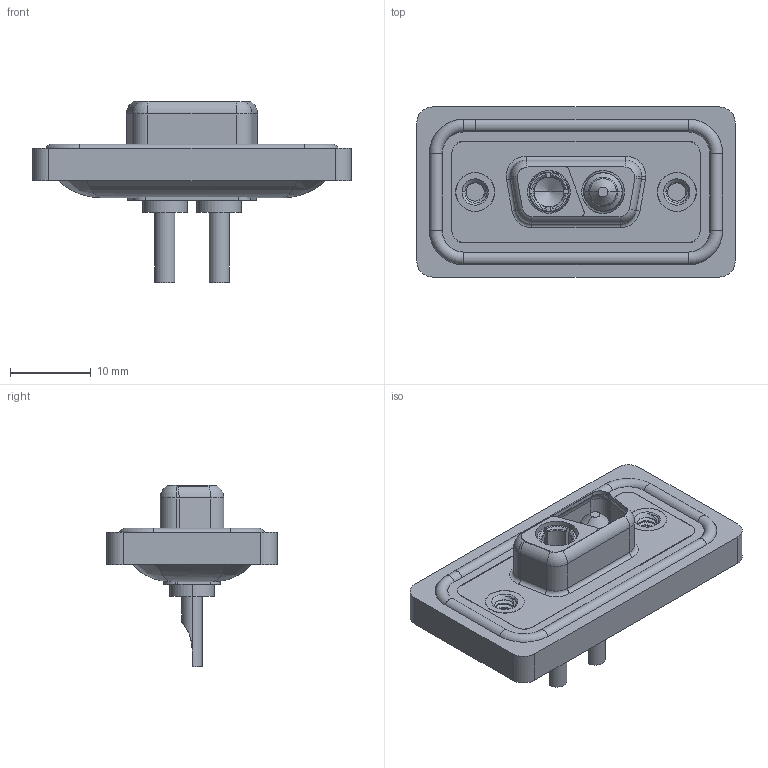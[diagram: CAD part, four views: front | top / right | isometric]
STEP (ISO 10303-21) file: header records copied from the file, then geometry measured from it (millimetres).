
FILE_DESCRIPTION (( 'STEP AP203' ), '1' );
FILE_NAME ('628W2WK2122-1N2.STEP', '2024-03-22T12:59:01', ( '' ), ( '' ), 'SwSTEP 2.0', 'SolidWorks 2023', '' );
FILE_SCHEMA (( 'CONFIG_CONTROL_DESIGN' ));
Length unit declared in the file: millimetre
Products named in the file (8): Power Socket_10A SC; 628Combo Housing_2WK2; Power Pin_10A SC; 628Combo Shell Rear_09 Contacts; 628W2WK2122-1N2; 628Combo Threaded Rivet_2; 628Combo Shell Front_09 Contacts; 628Combo Waterproof Housing_09 Contacts
Assembly tree (8 placements, depth 2):
  628W2WK2122-1N2
    628Combo Housing_2WK2
    628Combo Waterproof Housing_09 Contacts
    628Combo Shell Front_09 Contacts
    628Combo Shell Rear_09 Contacts
    628Combo Threaded Rivet_2  x2
    Power Socket_10A SC
    Power Pin_10A SC
Bounding box: 39.5 x 21.1 x 22.45 mm (x, y, z)
Volume: 4597.5 mm3; surface area: 7439 mm2
Topology: 11 solids, 11 shells, 510 faces, 1258 edges, 783 vertices
Faces by surface type: cylinder 237, plane 148, torus 77, cone 36, bspline 12
Entity records: 16992 total; most frequent: CARTESIAN_POINT 4769, DIRECTION 2494, ORIENTED_EDGE 2326, EDGE_CURVE 1163, AXIS2_PLACEMENT_3D 993, VERTEX_POINT 731, EDGE_LOOP 522, CIRCLE 514
